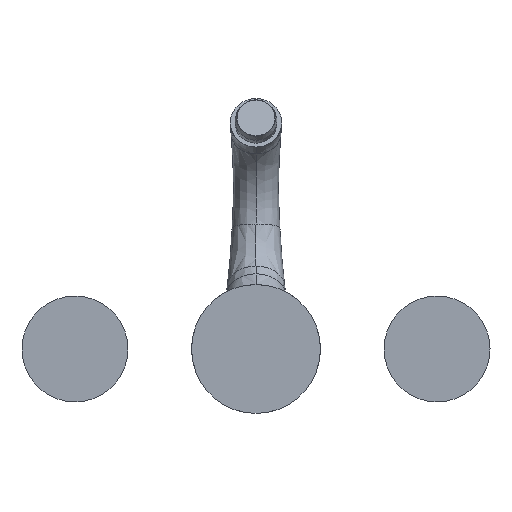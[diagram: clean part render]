
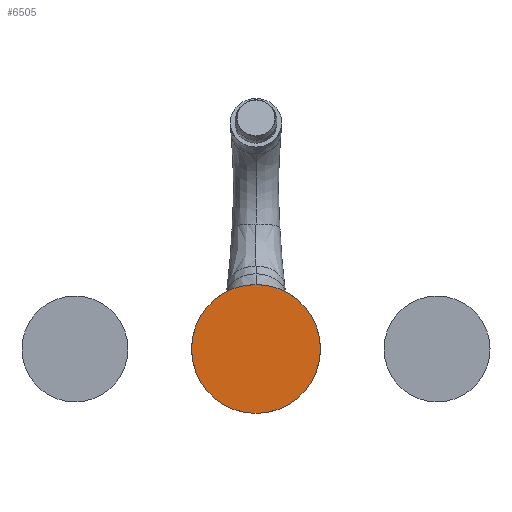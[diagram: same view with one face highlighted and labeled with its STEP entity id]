
A CAD part, front view. The second image highlights one B-rep face of the part: STEP entity #6505.
In plain terms, the highlighted planar face has unit normal (0, -1, 0).
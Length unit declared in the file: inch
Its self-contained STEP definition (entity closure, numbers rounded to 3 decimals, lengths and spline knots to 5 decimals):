
#2930=CARTESIAN_POINT('',(0.,0.,0.));
#2931=DIRECTION('',(0.,1.,0.));
#2932=DIRECTION('',(0.,0.,1.));
#2933=AXIS2_PLACEMENT_3D('',#2930,#2931,#2932);
#2935=CARTESIAN_POINT('',(0.,0.,0.));
#2936=DIRECTION('',(0.,1.,0.));
#2937=DIRECTION('',(0.,0.,-1.));
#2938=AXIS2_PLACEMENT_3D('',#2935,#2936,#2937);
#3402=CARTESIAN_POINT('',(0.,0.,1.423));
#3403=CARTESIAN_POINT('',(0.,0.,-1.423));
#3404=VERTEX_POINT('',#3402);
#3405=VERTEX_POINT('',#3403);
#6496=CARTESIAN_POINT('',(0.,0.,0.));
#6497=DIRECTION('',(0.,-1.,0.));
#6498=DIRECTION('',(0.,0.,1.));
#6499=AXIS2_PLACEMENT_3D('',#6496,#6497,#6498);
#6500=PLANE('',#6499);
#6501=ORIENTED_EDGE('',*,*,#6471,.T.);
#6502=ORIENTED_EDGE('',*,*,#6491,.T.);
#6503=EDGE_LOOP('',(#6501,#6502));
#6504=FACE_OUTER_BOUND('',#6503,.F.);
#6505=ADVANCED_FACE('',(#6504),#6500,.T.);
#2934=CIRCLE('',#2933,1.423);
#2939=CIRCLE('',#2938,1.423);
#6471=EDGE_CURVE('',#3404,#3405,#2934,.T.);
#6491=EDGE_CURVE('',#3405,#3404,#2939,.T.);
